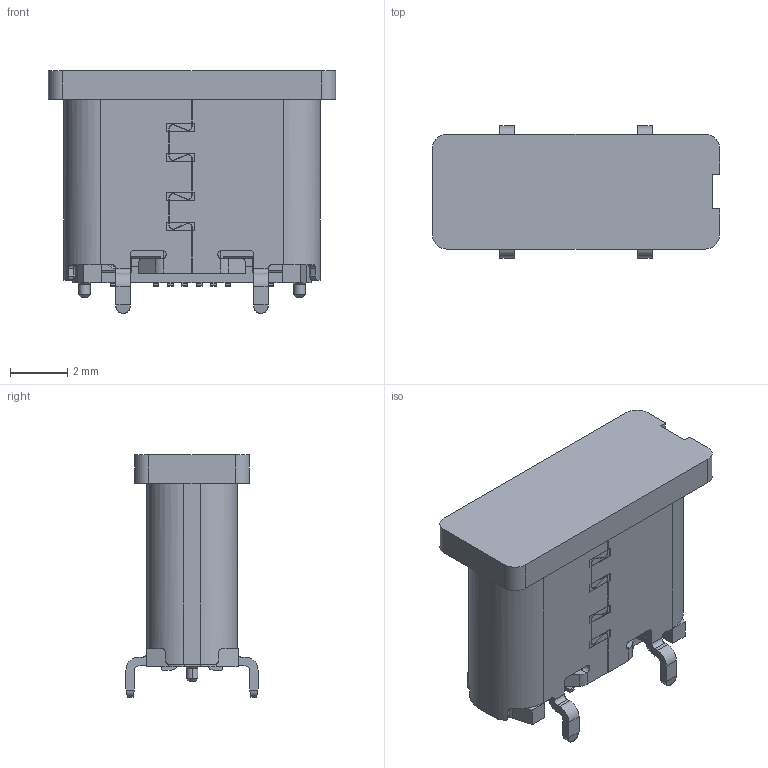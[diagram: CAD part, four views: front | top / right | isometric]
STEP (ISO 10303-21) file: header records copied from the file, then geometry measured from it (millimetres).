
FILE_DESCRIPTION((''),'2;1');
FILE_NAME('16P-H65_ASM1007_ASM','2023-10-10T08:56:28',('Administrator'),(''),'CREO PARAMETRIC BY PTC INC, 2020033','CREO PARAMETRIC BY PTC INC, 2020033','');
FILE_SCHEMA(('AUTOMOTIVE_DESIGN { 1 0 10303 214 1 1 1 1 }'));
Length unit declared in the file: millimetre
Products named in the file (4): 16P-SHELL-H65_3_1_1; 16P-COVER-H65_2_1_1; 16P-H65_ASM_24_ASM_1_ASM_1_ASM; 16P-H65_ASM1007_ASM
Assembly tree (3 placements, depth 3):
  16P-H65_ASM1007_ASM
    16P-H65_ASM_24_ASM_1_ASM_1_ASM
      16P-SHELL-H65_3_1_1
      16P-COVER-H65_2_1_1
Bounding box: 10 x 4.6 x 8.45 mm (x, y, z)
Volume: 149.9 mm3; surface area: 608 mm2
Topology: 2 solids, 2 shells, 825 faces, 2334 edges, 1501 vertices
Faces by surface type: plane 615, cylinder 156, cone 32, torus 12, bspline 10
Entity records: 30980 total; most frequent: CARTESIAN_POINT 5765, ORIENTED_EDGE 4668, DIRECTION 4193, EDGE_CURVE 2334, VECTOR 1885, LINE 1885, VERTEX_POINT 1501, AXIS2_PLACEMENT_3D 1154
